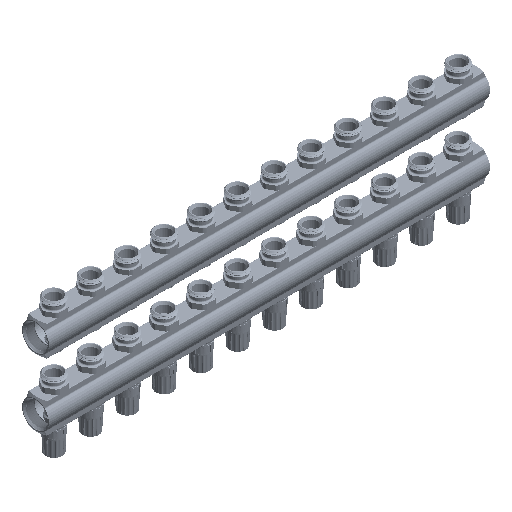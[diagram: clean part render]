
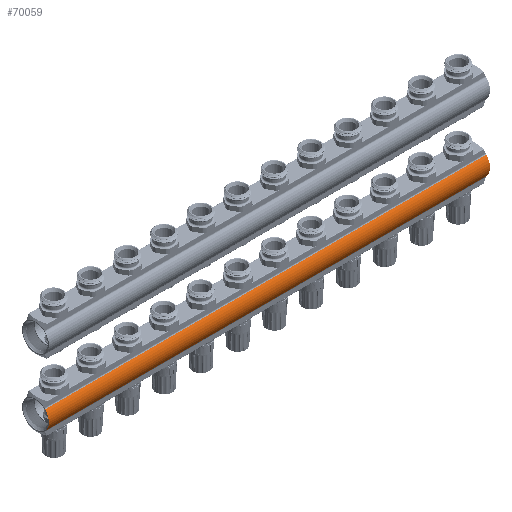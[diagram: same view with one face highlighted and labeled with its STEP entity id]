
A CAD part, isometric view. The second image highlights one B-rep face of the part: STEP entity #70059.
In plain terms, the highlighted cylindrical face has radius 18.25 mm (diameter 36.5 mm), a partial arc.
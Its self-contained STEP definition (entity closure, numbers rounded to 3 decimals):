
#43752=CARTESIAN_POINT('',(-300.,0.,0.));
#43753=DIRECTION('',(1.,0.,0.));
#43754=DIRECTION('',(0.,-0.716,0.698));
#43755=AXIS2_PLACEMENT_3D('',#43752,#43753,#43754);
#43757=CARTESIAN_POINT('',(-300.,0.,0.));
#43758=DIRECTION('',(1.,0.,0.));
#43759=DIRECTION('',(0.,-1.,0.));
#43760=AXIS2_PLACEMENT_3D('',#43757,#43758,#43759);
#43892=DIRECTION('',(-1.,0.,0.));
#43893=VECTOR('',#43892,600.);
#43894=CARTESIAN_POINT('',(300.,-13.068,12.739));
#43895=LINE('',#43894,#43893);
#43935=CARTESIAN_POINT('',(300.,0.,0.));
#43936=DIRECTION('',(-1.,0.,0.));
#43937=DIRECTION('',(0.,-0.716,-0.698));
#43938=AXIS2_PLACEMENT_3D('',#43935,#43936,#43937);
#43940=CARTESIAN_POINT('',(300.,0.,0.));
#43941=DIRECTION('',(-1.,0.,0.));
#43942=DIRECTION('',(0.,-1.,0.));
#43943=AXIS2_PLACEMENT_3D('',#43940,#43941,#43942);
#45752=DIRECTION('',(-1.,0.,0.));
#45753=VECTOR('',#45752,600.);
#45754=CARTESIAN_POINT('',(300.,-13.068,-12.739));
#45755=LINE('',#45754,#45753);
#66284=CARTESIAN_POINT('',(-300.,-13.068,12.739));
#66285=VERTEX_POINT('',#66284);
#66286=CARTESIAN_POINT('',(-300.,-18.25,0.));
#66287=VERTEX_POINT('',#66286);
#66288=CARTESIAN_POINT('',(-300.,-13.068,-12.739));
#66289=VERTEX_POINT('',#66288);
#66324=CARTESIAN_POINT('',(300.,-13.068,12.739));
#66325=VERTEX_POINT('',#66324);
#66334=CARTESIAN_POINT('',(300.,-13.068,-12.739));
#66335=VERTEX_POINT('',#66334);
#66336=CARTESIAN_POINT('',(300.,-18.25,0.));
#66337=VERTEX_POINT('',#66336);
#70046=CARTESIAN_POINT('',(-300.,0.,0.));
#70047=DIRECTION('',(1.,0.,0.));
#70048=DIRECTION('',(0.,-1.,0.));
#70049=AXIS2_PLACEMENT_3D('',#70046,#70047,#70048);
#70050=CYLINDRICAL_SURFACE('',#70049,18.25);
#70051=ORIENTED_EDGE('',*,*,#69790,.T.);
#70052=ORIENTED_EDGE('',*,*,#68455,.F.);
#70053=ORIENTED_EDGE('',*,*,#68453,.F.);
#70054=ORIENTED_EDGE('',*,*,#68554,.F.);
#70055=ORIENTED_EDGE('',*,*,#68582,.F.);
#70056=ORIENTED_EDGE('',*,*,#68580,.F.);
#70057=EDGE_LOOP('',(#70051,#70052,#70053,#70054,#70055,#70056));
#70058=FACE_OUTER_BOUND('',#70057,.F.);
#70059=ADVANCED_FACE('',(#70058),#70050,.T.);
#43756=CIRCLE('',#43755,18.25);
#43761=CIRCLE('',#43760,18.25);
#43939=CIRCLE('',#43938,18.25);
#43944=CIRCLE('',#43943,18.25);
#68453=EDGE_CURVE('',#66285,#66287,#43756,.T.);
#68455=EDGE_CURVE('',#66287,#66289,#43761,.T.);
#68554=EDGE_CURVE('',#66325,#66285,#43895,.T.);
#68580=EDGE_CURVE('',#66335,#66337,#43939,.T.);
#68582=EDGE_CURVE('',#66337,#66325,#43944,.T.);
#69790=EDGE_CURVE('',#66335,#66289,#45755,.T.);
